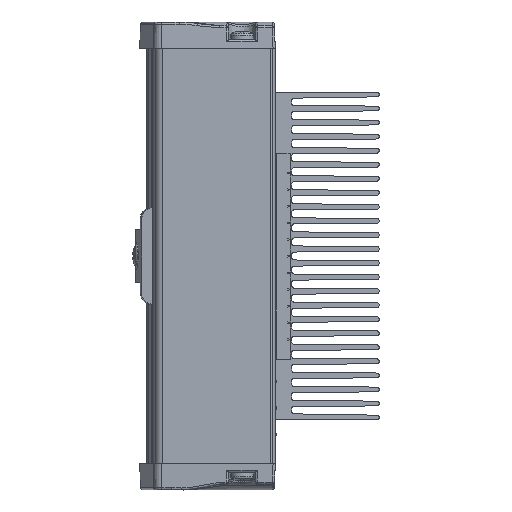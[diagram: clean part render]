
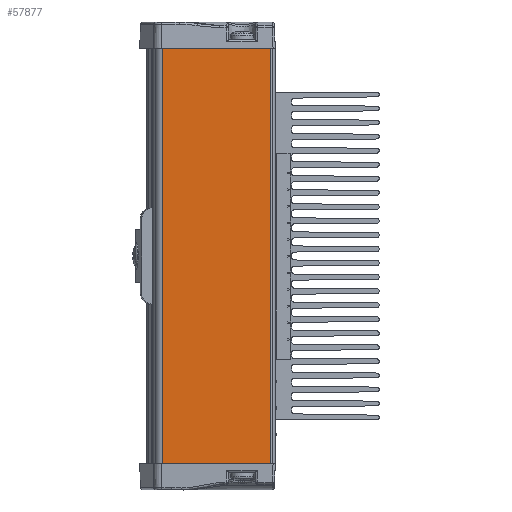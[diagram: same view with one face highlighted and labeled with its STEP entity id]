
A CAD part, front view. The second image highlights one B-rep face of the part: STEP entity #57877.
In plain terms, the highlighted planar face has unit normal (0, -1, 0).
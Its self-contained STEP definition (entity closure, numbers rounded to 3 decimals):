
#6819=FACE_OUTER_BOUND('',#10063,.T.);
#10063=EDGE_LOOP('',(#49451,#49452,#49453,#49454));
#13822=LINE('',#96907,#19253);
#14653=LINE('',#106445,#20084);
#15484=LINE('',#115903,#20915);
#15485=LINE('',#115905,#20916);
#19253=VECTOR('',#72261,24.706);
#20084=VECTOR('',#74802,24.706);
#20915=VECTOR('',#77367,95.);
#20916=VECTOR('',#77370,95.);
#24444=VERTEX_POINT('',#96904);
#24445=VERTEX_POINT('',#96906);
#25351=VERTEX_POINT('',#106442);
#25352=VERTEX_POINT('',#106444);
#31196=EDGE_CURVE('',#24445,#24444,#13822,.T.);
#32634=EDGE_CURVE('',#25352,#25351,#14653,.T.);
#34037=EDGE_CURVE('',#24444,#25352,#15484,.T.);
#34038=EDGE_CURVE('',#24445,#25351,#15485,.T.);
#49451=ORIENTED_EDGE('',*,*,#32634,.T.);
#49452=ORIENTED_EDGE('',*,*,#34038,.F.);
#49453=ORIENTED_EDGE('',*,*,#31196,.T.);
#49454=ORIENTED_EDGE('',*,*,#34037,.T.);
#52202=PLANE('',#62706);
#57877=ADVANCED_FACE('',(#6819),#52202,.T.);
#62706=AXIS2_PLACEMENT_3D('',#115904,#77368,#77369);
#72261=DIRECTION('',(1.,0.,0.));
#74802=DIRECTION('',(-1.,0.,0.));
#77367=DIRECTION('',(0.,0.,1.));
#77368=DIRECTION('center_axis',(0.,-1.,0.));
#77369=DIRECTION('ref_axis',(0.,0.,-1.));
#77370=DIRECTION('',(0.,0.,1.));
#96904=CARTESIAN_POINT('',(467.259,201.934,0.));
#96906=CARTESIAN_POINT('',(442.553,201.934,0.));
#96907=CARTESIAN_POINT('',(442.553,201.934,0.));
#106442=CARTESIAN_POINT('',(442.553,201.934,95.));
#106444=CARTESIAN_POINT('',(467.259,201.934,95.));
#106445=CARTESIAN_POINT('',(467.259,201.934,95.));
#115903=CARTESIAN_POINT('',(467.259,201.934,0.));
#115904=CARTESIAN_POINT('Origin',(467.259,201.934,0.));
#115905=CARTESIAN_POINT('',(442.553,201.934,0.));
